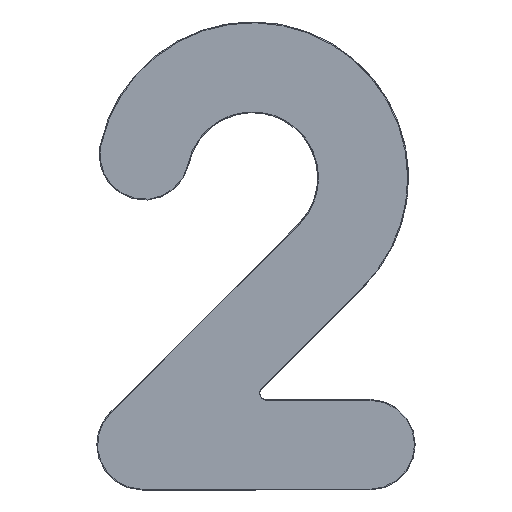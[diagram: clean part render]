
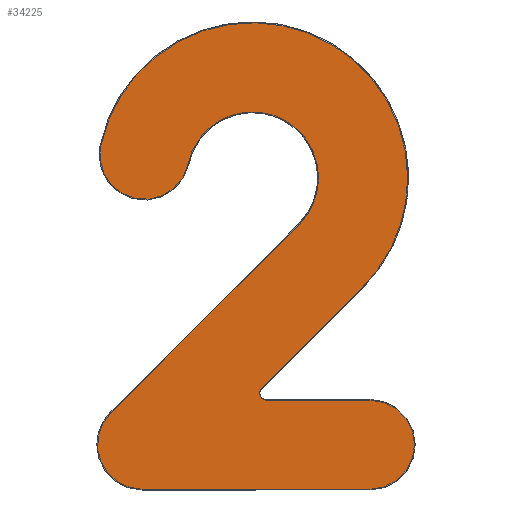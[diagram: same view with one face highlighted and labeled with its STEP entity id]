
A CAD part, top view. The second image highlights one B-rep face of the part: STEP entity #34225.
In plain terms, the highlighted planar face has unit normal (0, 0, 1).
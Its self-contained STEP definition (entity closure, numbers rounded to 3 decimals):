
#1106 = CARTESIAN_POINT ( 'NONE',  ( 3.292, 32., 2. ) ) ;
#1127 = CARTESIAN_POINT ( 'NONE',  ( 52.5, 15., 2. ) ) ;
#1165 = CIRCLE ( 'NONE', #24346, 2.25 ) ;
#1690 = CIRCLE ( 'NONE', #5926, 14.75 ) ;
#1903 = CARTESIAN_POINT ( 'NONE',  ( 0., 0., 2. ) ) ;
#2005 = ORIENTED_EDGE ( 'NONE', *, *, #35725, .T. ) ;
#2267 = CARTESIAN_POINT ( 'NONE',  ( -1.138, 103.388, 2. ) ) ;
#2568 = LINE ( 'NONE', #36824, #25669 ) ;
#3016 = CIRCLE ( 'NONE', #8227, 14.75 ) ;
#3457 = FACE_OUTER_BOUND ( 'NONE', #37412, .T. ) ;
#3652 = EDGE_CURVE ( 'NONE', #6149, #27083, #15410, .T. ) ;
#4770 = DIRECTION ( 'NONE',  ( 1., 0., 0. ) ) ;
#4832 = DIRECTION ( 'NONE',  ( 0., 0., 1. ) ) ;
#5926 = AXIS2_PLACEMENT_3D ( 'NONE', #7502, #15928, #34381 ) ;
#6149 = VERTEX_POINT ( 'NONE', #31711 ) ;
#6386 = CARTESIAN_POINT ( 'NONE',  ( 35.18, 67.07, 2. ) ) ;
#6876 = EDGE_CURVE ( 'NONE', #16191, #28079, #3016, .T. ) ;
#7502 = CARTESIAN_POINT ( 'NONE',  ( 37.75, 15., 2. ) ) ;
#7694 = CIRCLE ( 'NONE', #12227, 21.862 ) ;
#7795 = VERTEX_POINT ( 'NONE', #20710 ) ;
#8013 = ORIENTED_EDGE ( 'NONE', *, *, #10338, .T. ) ;
#8227 = AXIS2_PLACEMENT_3D ( 'NONE', #25760, #4832, #13654 ) ;
#8693 = CARTESIAN_POINT ( 'NONE',  ( 3.292, 29.75, 2. ) ) ;
#8987 = CARTESIAN_POINT ( 'NONE',  ( -1.138, 103.388, 2. ) ) ;
#9251 = DIRECTION ( 'NONE',  ( 0., 0., 1. ) ) ;
#9557 = LINE ( 'NONE', #38307, #13746 ) ;
#9817 = VECTOR ( 'NONE', #16314, 1000. ) ;
#10338 = EDGE_CURVE ( 'NONE', #12283, #26212, #22215, .T. ) ;
#10423 = VECTOR ( 'NONE', #11957, 1000. ) ;
#11074 = CARTESIAN_POINT ( 'NONE',  ( -1.138, 103.388, 2. ) ) ;
#11637 = EDGE_CURVE ( 'NONE', #27083, #22879, #17981, .T. ) ;
#11957 = DIRECTION ( 'NONE',  ( -1., 0., 0. ) ) ;
#12227 = AXIS2_PLACEMENT_3D ( 'NONE', #34495, #34363, #13417 ) ;
#12283 = VERTEX_POINT ( 'NONE', #26948 ) ;
#12365 = CARTESIAN_POINT ( 'NONE',  ( 37.75, 0.25, 2. ) ) ;
#12913 = CARTESIAN_POINT ( 'NONE',  ( 35.18, 67.07, 2. ) ) ;
#13061 = CIRCLE ( 'NONE', #28028, 21.862 ) ;
#13085 = PLANE ( 'NONE',  #21304 ) ;
#13230 = DIRECTION ( 'NONE',  ( 0., 0., -1. ) ) ;
#13297 = ORIENTED_EDGE ( 'NONE', *, *, #33257, .T. ) ;
#13346 = VERTEX_POINT ( 'NONE', #28656 ) ;
#13417 = DIRECTION ( 'NONE',  ( 1., 0., 0. ) ) ;
#13451 = ORIENTED_EDGE ( 'NONE', *, *, #30766, .T. ) ;
#13654 = DIRECTION ( 'NONE',  ( 1., 0., 0. ) ) ;
#13746 = VECTOR ( 'NONE', #20308, 1000. ) ;
#13955 = DIRECTION ( 'NONE',  ( 0., 0., -1. ) ) ;
#14274 = AXIS2_PLACEMENT_3D ( 'NONE', #34661, #37664, #19674 ) ;
#14285 = DIRECTION ( 'NONE',  ( 1., 0., 0. ) ) ;
#14425 = CARTESIAN_POINT ( 'NONE',  ( -36.95, 111., 2. ) ) ;
#15211 = VERTEX_POINT ( 'NONE', #12365 ) ;
#15331 = EDGE_CURVE ( 'NONE', #22879, #7795, #22074, .T. ) ;
#15410 = LINE ( 'NONE', #12913, #9817 ) ;
#15702 = AXIS2_PLACEMENT_3D ( 'NONE', #8987, #9251, #30291 ) ;
#15928 = DIRECTION ( 'NONE',  ( 0., 0., 1. ) ) ;
#16191 = VERTEX_POINT ( 'NONE', #34970 ) ;
#16314 = DIRECTION ( 'NONE',  ( 0.707, 0.707, 0. ) ) ;
#16476 = EDGE_CURVE ( 'NONE', #38662, #12283, #1690, .T. ) ;
#17210 = CARTESIAN_POINT ( 'NONE',  ( 14.32, 87.93, 2. ) ) ;
#17449 = DIRECTION ( 'NONE',  ( 1., 0., 0. ) ) ;
#17627 = EDGE_CURVE ( 'NONE', #26212, #6149, #1165, .T. ) ;
#17981 = CIRCLE ( 'NONE', #19195, 51.362 ) ;
#18331 = CARTESIAN_POINT ( 'NONE',  ( -37.75, 0.25, 2. ) ) ;
#18837 = ORIENTED_EDGE ( 'NONE', *, *, #34653, .T. ) ;
#19195 = AXIS2_PLACEMENT_3D ( 'NONE', #2267, #26783, #17449 ) ;
#19570 = ORIENTED_EDGE ( 'NONE', *, *, #28827, .T. ) ;
#19674 = DIRECTION ( 'NONE',  ( 1., 0., 0. ) ) ;
#20308 = DIRECTION ( 'NONE',  ( -0.707, -0.707, 0. ) ) ;
#20624 = DIRECTION ( 'NONE',  ( 0., 0., 1. ) ) ;
#20710 = CARTESIAN_POINT ( 'NONE',  ( -51.378, 114.067, 2. ) ) ;
#21304 = AXIS2_PLACEMENT_3D ( 'NONE', #1903, #34911, #4770 ) ;
#21401 = ORIENTED_EDGE ( 'NONE', *, *, #3652, .T. ) ;
#21534 = ORIENTED_EDGE ( 'NONE', *, *, #16476, .T. ) ;
#21542 = ORIENTED_EDGE ( 'NONE', *, *, #17627, .T. ) ;
#22074 = CIRCLE ( 'NONE', #15702, 51.362 ) ;
#22215 = LINE ( 'NONE', #8693, #10423 ) ;
#22639 = ORIENTED_EDGE ( 'NONE', *, *, #15331, .T. ) ;
#22879 = VERTEX_POINT ( 'NONE', #27081 ) ;
#24346 = AXIS2_PLACEMENT_3D ( 'NONE', #1106, #13230, #25467 ) ;
#25467 = DIRECTION ( 'NONE',  ( 1., 0., 0. ) ) ;
#25669 = VECTOR ( 'NONE', #36565, 1000. ) ;
#25760 = CARTESIAN_POINT ( 'NONE',  ( -37.75, 15., 2. ) ) ;
#26016 = CIRCLE ( 'NONE', #33162, 14.75 ) ;
#26212 = VERTEX_POINT ( 'NONE', #34168 ) ;
#26587 = CARTESIAN_POINT ( 'NONE',  ( -22.522, 107.933, 2. ) ) ;
#26783 = DIRECTION ( 'NONE',  ( 0., 0., 1. ) ) ;
#26817 = ORIENTED_EDGE ( 'NONE', *, *, #35258, .T. ) ;
#26948 = CARTESIAN_POINT ( 'NONE',  ( 37.75, 29.75, 2. ) ) ;
#27081 = CARTESIAN_POINT ( 'NONE',  ( 50.223, 103.388, 2. ) ) ;
#27083 = VERTEX_POINT ( 'NONE', #6386 ) ;
#28028 = AXIS2_PLACEMENT_3D ( 'NONE', #11074, #13955, #32006 ) ;
#28079 = VERTEX_POINT ( 'NONE', #18331 ) ;
#28423 = ORIENTED_EDGE ( 'NONE', *, *, #11637, .T. ) ;
#28656 = CARTESIAN_POINT ( 'NONE',  ( 20.723, 103.388, 2. ) ) ;
#28827 = EDGE_CURVE ( 'NONE', #15211, #38662, #36165, .T. ) ;
#30207 = VERTEX_POINT ( 'NONE', #17210 ) ;
#30291 = DIRECTION ( 'NONE',  ( 1., 0., 0. ) ) ;
#30766 = EDGE_CURVE ( 'NONE', #33083, #13346, #13061, .T. ) ;
#31711 = CARTESIAN_POINT ( 'NONE',  ( 1.701, 33.591, 2. ) ) ;
#32006 = DIRECTION ( 'NONE',  ( 1., 0., 0. ) ) ;
#32561 = ORIENTED_EDGE ( 'NONE', *, *, #6876, .T. ) ;
#33083 = VERTEX_POINT ( 'NONE', #26587 ) ;
#33162 = AXIS2_PLACEMENT_3D ( 'NONE', #14425, #20624, #14285 ) ;
#33257 = EDGE_CURVE ( 'NONE', #28079, #15211, #2568, .T. ) ;
#34168 = CARTESIAN_POINT ( 'NONE',  ( 3.292, 29.75, 2. ) ) ;
#34225 = ADVANCED_FACE ( 'NONE', ( #3457 ), #13085, .T. ) ;
#34363 = DIRECTION ( 'NONE',  ( 0., 0., -1. ) ) ;
#34381 = DIRECTION ( 'NONE',  ( 1., 0., 0. ) ) ;
#34495 = CARTESIAN_POINT ( 'NONE',  ( -1.138, 103.388, 2. ) ) ;
#34653 = EDGE_CURVE ( 'NONE', #13346, #30207, #7694, .T. ) ;
#34661 = CARTESIAN_POINT ( 'NONE',  ( 37.75, 15., 2. ) ) ;
#34911 = DIRECTION ( 'NONE',  ( 0., 0., 1. ) ) ;
#34970 = CARTESIAN_POINT ( 'NONE',  ( -48.18, 25.43, 2. ) ) ;
#35258 = EDGE_CURVE ( 'NONE', #7795, #33083, #26016, .T. ) ;
#35725 = EDGE_CURVE ( 'NONE', #30207, #16191, #9557, .T. ) ;
#36165 = CIRCLE ( 'NONE', #14274, 14.75 ) ;
#36565 = DIRECTION ( 'NONE',  ( 1., 0., 0. ) ) ;
#36824 = CARTESIAN_POINT ( 'NONE',  ( 0., 0.25, 2. ) ) ;
#37412 = EDGE_LOOP ( 'NONE', ( #19570, #21534, #8013, #21542, #21401, #28423, #22639, #26817, #13451, #18837, #2005, #32561, #13297 ) ) ;
#37664 = DIRECTION ( 'NONE',  ( 0., 0., 1. ) ) ;
#38307 = CARTESIAN_POINT ( 'NONE',  ( -36.805, 36.805, 2. ) ) ;
#38662 = VERTEX_POINT ( 'NONE', #1127 ) ;
